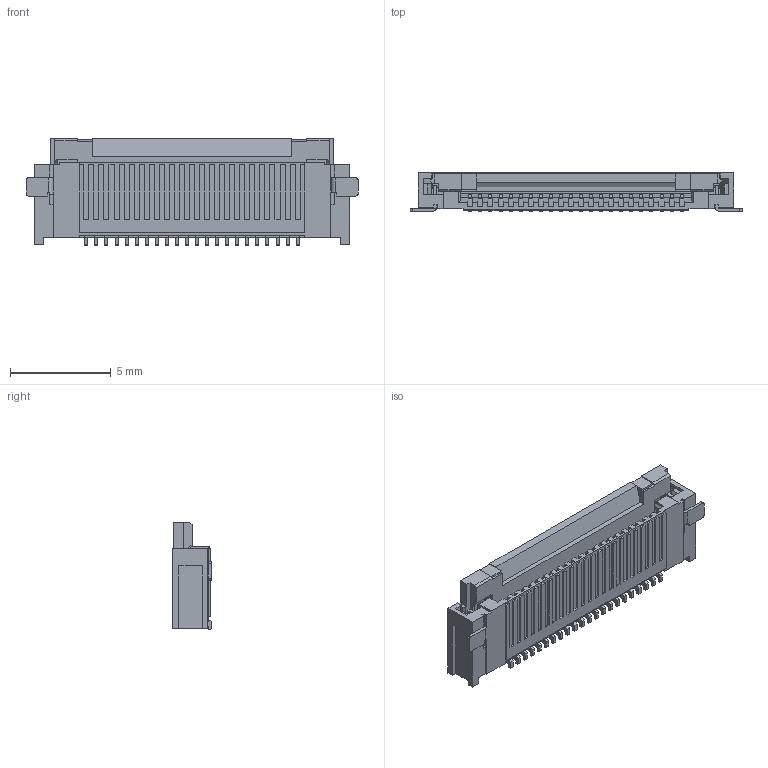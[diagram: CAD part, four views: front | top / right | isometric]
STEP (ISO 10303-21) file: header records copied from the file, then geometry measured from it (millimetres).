
FILE_DESCRIPTION(('STEP AP242'),'1');
FILE_NAME('5051102291.stp','2025-01-28T00:48:22',('TraceParts'),('TraceParts S.A.'),'Spatial InterOp 3D',' ',' ');
FILE_SCHEMA(('AP242_MANAGED_MODEL_BASED_3D_ENGINEERING_MIM_LF {1 0 10303 442 1 1 4}'));
Length unit declared in the file: millimetre
Products named in the file (1): 5051102291_1
Bounding box: 16.5 x 1.9 x 5.3 mm (x, y, z)
Volume: 92.8 mm3; surface area: 402.9 mm2
Topology: 1 solids, 1 shells, 1233 faces, 3899 edges, 2720 vertices
Faces by surface type: plane 1139, cylinder 94
Entity records: 42501 total; most frequent: CARTESIAN_POINT 7682, ORIENTED_EDGE 7606, DIRECTION 6601, EDGE_CURVE 3803, LINE 3663, VECTOR 3663, VERTEX_POINT 2528, AXIS2_PLACEMENT_3D 1469
